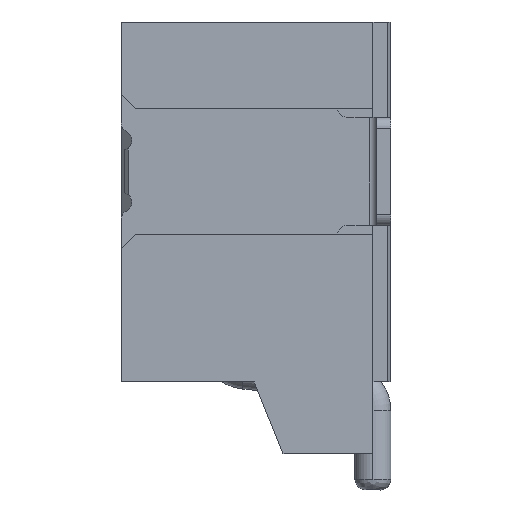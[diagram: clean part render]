
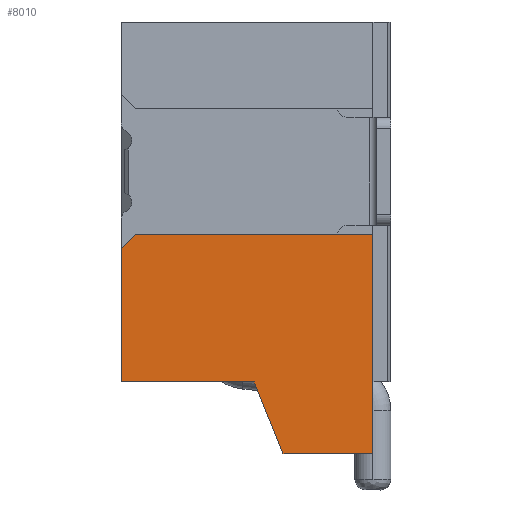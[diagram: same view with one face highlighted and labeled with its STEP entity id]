
A CAD part, left-side view. The second image highlights one B-rep face of the part: STEP entity #8010.
In plain terms, the highlighted planar face has unit normal (-1, 0, 0).
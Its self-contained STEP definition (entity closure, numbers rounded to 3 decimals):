
#26=DIRECTION('',(0.,1.,0.));
#27=VECTOR('',#26,1.85);
#28=CARTESIAN_POINT('',(311.355,-58.605,-5.5));
#29=LINE('',#28,#27);
#366=DIRECTION('',(0.,0.,1.));
#367=VECTOR('',#366,1.85);
#368=CARTESIAN_POINT('',(311.355,-56.755,-5.5));
#369=LINE('',#368,#367);
#1854=DIRECTION('',(0.,1.,0.));
#1855=VECTOR('',#1854,3.3);
#1856=CARTESIAN_POINT('',(311.355,-60.255,
-3.45));
#1857=LINE('',#1856,#1855);
#1858=DIRECTION('',(0.,0.,1.));
#1859=VECTOR('',#1858,3.05);
#1860=CARTESIAN_POINT('',(311.355,-60.255,
-6.5));
#1861=LINE('',#1860,#1859);
#1862=DIRECTION('',(0.,-1.,0.));
#1863=VECTOR('',#1862,1.25);
#1864=CARTESIAN_POINT('',(311.355,-59.005,
-6.5));
#1865=LINE('',#1864,#1863);
#1866=DIRECTION('',(0.,-0.371,-0.928));
#1867=VECTOR('',#1866,1.077);
#1868=CARTESIAN_POINT('',(311.355,-58.605,-5.5));
#1869=LINE('',#1868,#1867);
#1870=DIRECTION('',(0.,0.707,-0.707));
#1871=VECTOR('',#1870,0.283);
#1872=CARTESIAN_POINT('',(311.355,-56.955,
-3.45));
#1873=LINE('',#1872,#1871);
#4236=CARTESIAN_POINT('',(311.355,-60.255,
-6.5));
#4237=CARTESIAN_POINT('',(311.355,-60.255,
-3.45));
#4238=VERTEX_POINT('',#4236);
#4239=VERTEX_POINT('',#4237);
#4240=CARTESIAN_POINT('',(311.355,-59.005,
-6.5));
#4241=VERTEX_POINT('',#4240);
#4242=CARTESIAN_POINT('',(311.355,-58.605,-5.5));
#4243=VERTEX_POINT('',#4242);
#4244=CARTESIAN_POINT('',(311.355,-56.755,-5.5));
#4245=VERTEX_POINT('',#4244);
#4246=CARTESIAN_POINT('',(311.355,-56.755,
-3.65));
#4247=VERTEX_POINT('',#4246);
#4248=CARTESIAN_POINT('',(311.355,-56.955,
-3.45));
#4249=VERTEX_POINT('',#4248);
#7993=CARTESIAN_POINT('',(311.355,-56.755,0.));
#7994=DIRECTION('',(-1.,0.,0.));
#7995=DIRECTION('',(0.,1.,0.));
#7996=AXIS2_PLACEMENT_3D('',#7993,#7994,#7995);
#7997=PLANE('',#7996);
#7998=ORIENTED_EDGE('',*,*,#7974,.F.);
#8000=ORIENTED_EDGE('',*,*,#7999,.F.);
#8002=ORIENTED_EDGE('',*,*,#8001,.F.);
#8004=ORIENTED_EDGE('',*,*,#8003,.F.);
#8005=ORIENTED_EDGE('',*,*,#5184,.T.);
#8006=ORIENTED_EDGE('',*,*,#5423,.T.);
#8007=ORIENTED_EDGE('',*,*,#7985,.F.);
#8008=EDGE_LOOP('',(#7998,#8000,#8002,#8004,#8005,#8006,#8007));
#8009=FACE_OUTER_BOUND('',#8008,.F.);
#5184=EDGE_CURVE('',#4243,#4245,#29,.T.);
#5423=EDGE_CURVE('',#4245,#4247,#369,.T.);
#7974=EDGE_CURVE('',#4239,#4249,#1857,.T.);
#7985=EDGE_CURVE('',#4249,#4247,#1873,.T.);
#7999=EDGE_CURVE('',#4238,#4239,#1861,.T.);
#8001=EDGE_CURVE('',#4241,#4238,#1865,.T.);
#8003=EDGE_CURVE('',#4243,#4241,#1869,.T.);
#8010=ADVANCED_FACE('',(#8009),#7997,.T.);
